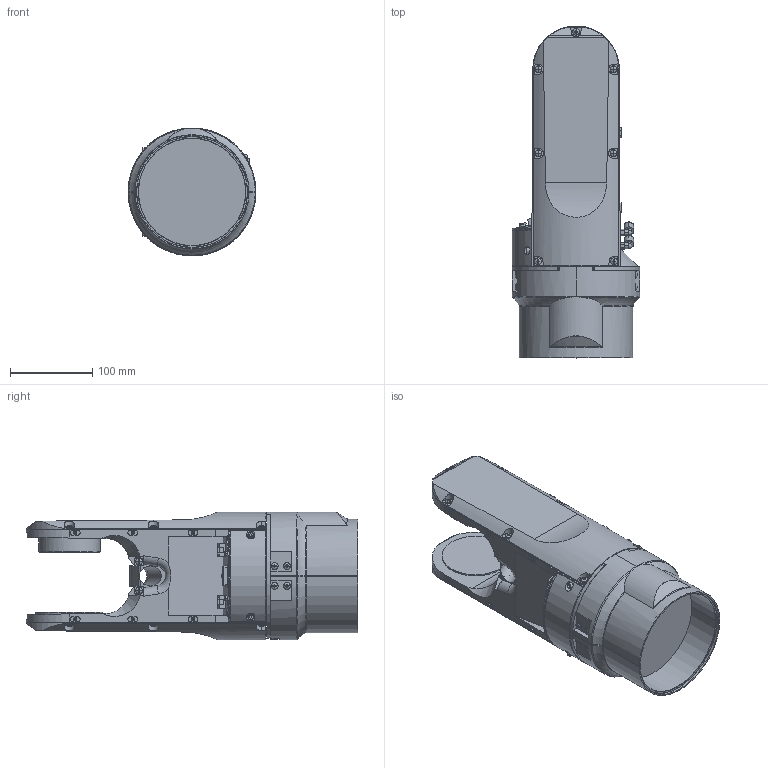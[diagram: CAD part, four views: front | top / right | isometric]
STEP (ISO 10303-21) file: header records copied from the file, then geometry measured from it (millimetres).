
FILE_DESCRIPTION((''),'2;1');
FILE_NAME('N6_A1000S_SR_J4','2019-08-25T20:57:32',('arco0'),(''),'CREO PARAMETRIC BY PTC INC, 2018420','CREO PARAMETRIC BY PTC INC, 2018420','');
FILE_SCHEMA(('AUTOMOTIVE_DESIGN { 1 0 10303 214 1 1 1 1 }'));
Length unit declared in the file: millimetre
Products named in the file (1): N6_A1000S_SR_J4
Bounding box: 155.11 x 402.5 x 155.1 mm (x, y, z)
Volume: 4143663.8 mm3; surface area: 314361.9 mm2
Topology: 1 solids, 1 shells, 1328 faces, 3523 edges, 2270 vertices
Faces by surface type: plane 737, cylinder 409, cone 102, sphere 55, torus 25
Entity records: 53116 total; most frequent: CARTESIAN_POINT 9462, ORIENTED_EDGE 6994, DIRECTION 6859, PRESENTATION_STYLE_ASSIGNMENT 3498, STYLED_ITEM 3498, CURVE_STYLE 3497, EDGE_CURVE 3497, AXIS2_PLACEMENT_3D 2453
